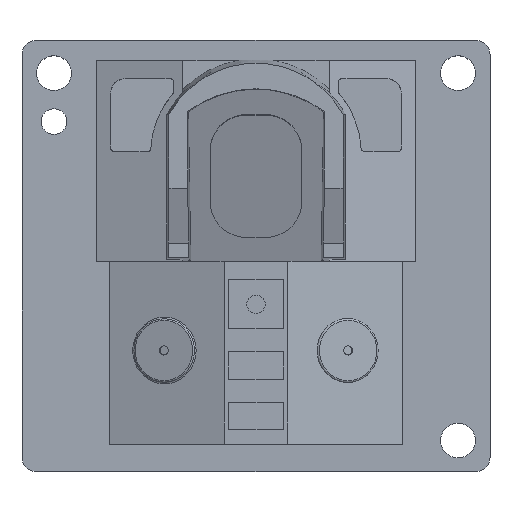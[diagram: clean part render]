
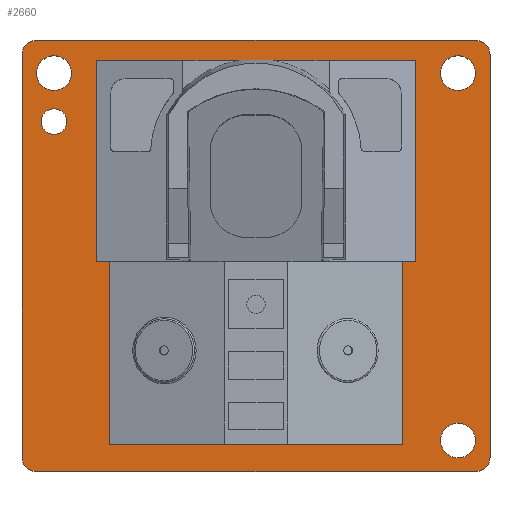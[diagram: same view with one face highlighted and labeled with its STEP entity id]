
A CAD part, top view. The second image highlights one B-rep face of the part: STEP entity #2660.
In plain terms, the highlighted planar face has unit normal (0, 0, 1).
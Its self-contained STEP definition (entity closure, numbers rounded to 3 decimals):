
#70=FACE_BOUND('',#540,.T.);
#71=FACE_BOUND('',#541,.T.);
#72=FACE_BOUND('',#542,.T.);
#73=FACE_BOUND('',#543,.T.);
#74=FACE_BOUND('',#544,.T.);
#173=PLANE('',#2917);
#379=FACE_OUTER_BOUND('',#539,.T.);
#539=EDGE_LOOP('',(#2380,#2381,#2382,#2383,#2384,#2385,#2386,#2387));
#540=EDGE_LOOP('',(#2388));
#541=EDGE_LOOP('',(#2389));
#542=EDGE_LOOP('',(#2390));
#543=EDGE_LOOP('',(#2391));
#544=EDGE_LOOP('',(#2392,#2393,#2394,#2395,#2396,#2397,#2398,#2399));
#751=LINE('',#4268,#1005);
#753=LINE('',#4274,#1007);
#761=LINE('',#4295,#1015);
#764=LINE('',#4302,#1018);
#799=LINE('',#4395,#1053);
#800=LINE('',#4398,#1054);
#803=LINE('',#4403,#1057);
#806=LINE('',#4408,#1060);
#807=LINE('',#4413,#1061);
#808=LINE('',#4417,#1062);
#809=LINE('',#4421,#1063);
#810=LINE('',#4431,#1064);
#1005=VECTOR('',#3496,10.);
#1007=VECTOR('',#3500,10.);
#1015=VECTOR('',#3512,10.);
#1018=VECTOR('',#3517,10.);
#1053=VECTOR('',#3600,10.);
#1054=VECTOR('',#3603,10.);
#1057=VECTOR('',#3608,10.);
#1060=VECTOR('',#3615,10.);
#1061=VECTOR('',#3620,10.);
#1062=VECTOR('',#3623,10.);
#1063=VECTOR('',#3626,10.);
#1064=VECTOR('',#3637,10.);
#1149=CIRCLE('',#2918,0.8);
#1150=CIRCLE('',#2919,0.8);
#1151=CIRCLE('',#2920,0.8);
#1152=CIRCLE('',#2921,0.8);
#1153=CIRCLE('',#2922,0.7);
#1154=CIRCLE('',#2923,0.95);
#1155=CIRCLE('',#2924,0.95);
#1156=CIRCLE('',#2925,0.95);
#1349=VERTEX_POINT('',#4263);
#1350=VERTEX_POINT('',#4266);
#1351=VERTEX_POINT('',#4270);
#1353=VERTEX_POINT('',#4273);
#1361=VERTEX_POINT('',#4294);
#1363=VERTEX_POINT('',#4300);
#1364=VERTEX_POINT('',#4301);
#1385=VERTEX_POINT('',#4391);
#1386=VERTEX_POINT('',#4393);
#1387=VERTEX_POINT('',#4397);
#1389=VERTEX_POINT('',#4410);
#1390=VERTEX_POINT('',#4412);
#1391=VERTEX_POINT('',#4414);
#1392=VERTEX_POINT('',#4416);
#1393=VERTEX_POINT('',#4418);
#1394=VERTEX_POINT('',#4420);
#1395=VERTEX_POINT('',#4423);
#1396=VERTEX_POINT('',#4425);
#1397=VERTEX_POINT('',#4427);
#1398=VERTEX_POINT('',#4429);
#1674=EDGE_CURVE('',#1349,#1350,#751,.T.);
#1676=EDGE_CURVE('',#1353,#1351,#753,.T.);
#1685=EDGE_CURVE('',#1361,#1349,#761,.T.);
#1688=EDGE_CURVE('',#1363,#1364,#764,.T.);
#1732=EDGE_CURVE('',#1385,#1386,#799,.T.);
#1733=EDGE_CURVE('',#1387,#1361,#800,.T.);
#1736=EDGE_CURVE('',#1386,#1353,#803,.T.);
#1739=EDGE_CURVE('',#1351,#1387,#806,.T.);
#1740=EDGE_CURVE('',#1364,#1389,#1149,.T.);
#1741=EDGE_CURVE('',#1389,#1390,#807,.T.);
#1742=EDGE_CURVE('',#1390,#1391,#1150,.T.);
#1743=EDGE_CURVE('',#1391,#1392,#808,.T.);
#1744=EDGE_CURVE('',#1392,#1393,#1151,.T.);
#1745=EDGE_CURVE('',#1393,#1394,#809,.T.);
#1746=EDGE_CURVE('',#1394,#1363,#1152,.T.);
#1747=EDGE_CURVE('',#1395,#1395,#1153,.T.);
#1748=EDGE_CURVE('',#1396,#1396,#1154,.T.);
#1749=EDGE_CURVE('',#1397,#1397,#1155,.T.);
#1750=EDGE_CURVE('',#1398,#1398,#1156,.T.);
#1751=EDGE_CURVE('',#1350,#1385,#810,.T.);
#2380=ORIENTED_EDGE('',*,*,#1688,.T.);
#2381=ORIENTED_EDGE('',*,*,#1740,.T.);
#2382=ORIENTED_EDGE('',*,*,#1741,.T.);
#2383=ORIENTED_EDGE('',*,*,#1742,.T.);
#2384=ORIENTED_EDGE('',*,*,#1743,.T.);
#2385=ORIENTED_EDGE('',*,*,#1744,.T.);
#2386=ORIENTED_EDGE('',*,*,#1745,.T.);
#2387=ORIENTED_EDGE('',*,*,#1746,.T.);
#2388=ORIENTED_EDGE('',*,*,#1747,.T.);
#2389=ORIENTED_EDGE('',*,*,#1748,.T.);
#2390=ORIENTED_EDGE('',*,*,#1749,.T.);
#2391=ORIENTED_EDGE('',*,*,#1750,.T.);
#2392=ORIENTED_EDGE('',*,*,#1674,.T.);
#2393=ORIENTED_EDGE('',*,*,#1751,.T.);
#2394=ORIENTED_EDGE('',*,*,#1732,.T.);
#2395=ORIENTED_EDGE('',*,*,#1736,.T.);
#2396=ORIENTED_EDGE('',*,*,#1676,.T.);
#2397=ORIENTED_EDGE('',*,*,#1739,.T.);
#2398=ORIENTED_EDGE('',*,*,#1733,.T.);
#2399=ORIENTED_EDGE('',*,*,#1685,.T.);
#2660=ADVANCED_FACE('',(#379,#70,#71,#72,#73,#74),#173,.T.);
#2917=AXIS2_PLACEMENT_3D('',#4409,#3616,#3617);
#2918=AXIS2_PLACEMENT_3D('',#4411,#3618,#3619);
#2919=AXIS2_PLACEMENT_3D('',#4415,#3621,#3622);
#2920=AXIS2_PLACEMENT_3D('',#4419,#3624,#3625);
#2921=AXIS2_PLACEMENT_3D('',#4422,#3627,#3628);
#2922=AXIS2_PLACEMENT_3D('',#4424,#3629,#3630);
#2923=AXIS2_PLACEMENT_3D('',#4426,#3631,#3632);
#2924=AXIS2_PLACEMENT_3D('',#4428,#3633,#3634);
#2925=AXIS2_PLACEMENT_3D('',#4430,#3635,#3636);
#3496=DIRECTION('',(-1.,0.,0.));
#3500=DIRECTION('',(1.,0.,0.));
#3512=DIRECTION('',(0.,-1.,0.));
#3517=DIRECTION('',(1.,0.,0.));
#3600=DIRECTION('',(-1.,0.,0.));
#3603=DIRECTION('',(-1.,0.,0.));
#3608=DIRECTION('',(0.,1.,0.));
#3615=DIRECTION('',(0.,-1.,0.));
#3616=DIRECTION('center_axis',(0.,0.,1.));
#3617=DIRECTION('ref_axis',(1.,0.,0.));
#3618=DIRECTION('center_axis',(0.,0.,1.));
#3619=DIRECTION('ref_axis',(0.,-1.,0.));
#3620=DIRECTION('',(0.,1.,0.));
#3621=DIRECTION('center_axis',(0.,0.,1.));
#3622=DIRECTION('ref_axis',(1.,0.,0.));
#3623=DIRECTION('',(-1.,0.,0.));
#3624=DIRECTION('center_axis',(0.,0.,1.));
#3625=DIRECTION('ref_axis',(0.,1.,0.));
#3626=DIRECTION('',(0.,-1.,0.));
#3627=DIRECTION('center_axis',(0.,0.,1.));
#3628=DIRECTION('ref_axis',(-1.,0.,0.));
#3629=DIRECTION('center_axis',(0.,0.,-1.));
#3630=DIRECTION('ref_axis',(-1.,0.,0.));
#3631=DIRECTION('center_axis',(0.,0.,-1.));
#3632=DIRECTION('ref_axis',(-1.,0.,0.));
#3633=DIRECTION('center_axis',(0.,0.,-1.));
#3634=DIRECTION('ref_axis',(-1.,0.,0.));
#3635=DIRECTION('center_axis',(0.,0.,-1.));
#3636=DIRECTION('ref_axis',(-1.,0.,0.));
#3637=DIRECTION('',(0.,1.,0.));
#4263=CARTESIAN_POINT('',(8.,-10.3,0.8));
#4266=CARTESIAN_POINT('',(-8.,-10.3,0.8));
#4268=CARTESIAN_POINT('',(12.8,-10.3,0.8));
#4270=CARTESIAN_POINT('',(8.75,10.7,0.8));
#4273=CARTESIAN_POINT('',(-8.75,10.7,0.8));
#4274=CARTESIAN_POINT('',(-12.8,10.7,0.8));
#4294=CARTESIAN_POINT('',(8.,-0.3,0.8));
#4295=CARTESIAN_POINT('',(8.,-5.9,0.8));
#4300=CARTESIAN_POINT('',(-12.,-11.8,0.8));
#4301=CARTESIAN_POINT('',(12.,-11.8,0.8));
#4302=CARTESIAN_POINT('',(-12.,-11.8,0.8));
#4391=CARTESIAN_POINT('',(-8.,-0.3,0.8));
#4393=CARTESIAN_POINT('',(-8.75,-0.3,0.8));
#4395=CARTESIAN_POINT('',(0.,-0.3,0.8));
#4397=CARTESIAN_POINT('',(8.75,-0.3,0.8));
#4398=CARTESIAN_POINT('',(0.,-0.3,0.8));
#4403=CARTESIAN_POINT('',(-8.75,5.9,0.8));
#4408=CARTESIAN_POINT('',(8.75,5.9,0.8));
#4409=CARTESIAN_POINT('Origin',(0.,0.,0.8));
#4410=CARTESIAN_POINT('',(12.8,-11.,0.8));
#4411=CARTESIAN_POINT('Origin',(12.,-11.,0.8));
#4412=CARTESIAN_POINT('',(12.8,11.,0.8));
#4413=CARTESIAN_POINT('',(12.8,-11.,0.8));
#4414=CARTESIAN_POINT('',(12.,11.8,0.8));
#4415=CARTESIAN_POINT('Origin',(12.,11.,0.8));
#4416=CARTESIAN_POINT('',(-12.,11.8,0.8));
#4417=CARTESIAN_POINT('',(12.,11.8,0.8));
#4418=CARTESIAN_POINT('',(-12.8,11.,0.8));
#4419=CARTESIAN_POINT('Origin',(-12.,11.,0.8));
#4420=CARTESIAN_POINT('',(-12.8,-11.,0.8));
#4421=CARTESIAN_POINT('',(-12.8,11.,0.8));
#4422=CARTESIAN_POINT('Origin',(-12.,-11.,0.8));
#4423=CARTESIAN_POINT('',(-10.35,7.35,0.8));
#4424=CARTESIAN_POINT('Origin',(-11.05,7.35,0.8));
#4425=CARTESIAN_POINT('',(-10.1,10.,0.8));
#4426=CARTESIAN_POINT('Origin',(-11.05,10.,0.8));
#4427=CARTESIAN_POINT('',(12.,-10.1,0.8));
#4428=CARTESIAN_POINT('Origin',(11.05,-10.1,0.8));
#4429=CARTESIAN_POINT('',(12.,10.,0.8));
#4430=CARTESIAN_POINT('Origin',(11.05,10.,0.8));
#4431=CARTESIAN_POINT('',(-8.,-5.9,0.8));
